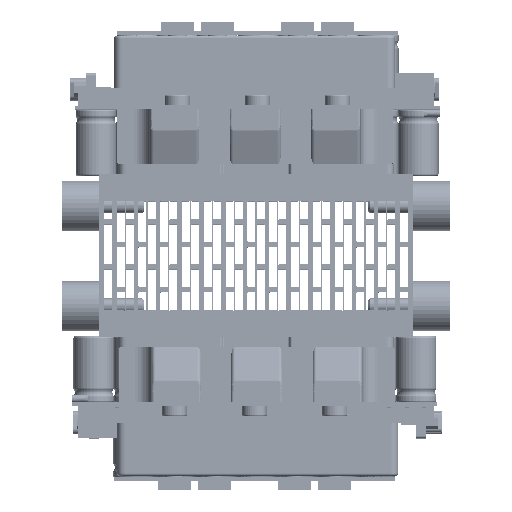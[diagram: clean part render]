
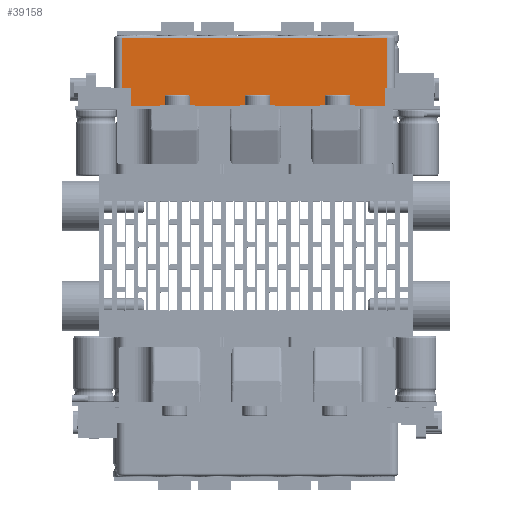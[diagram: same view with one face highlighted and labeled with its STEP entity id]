
A CAD part, top view. The second image highlights one B-rep face of the part: STEP entity #39158.
In plain terms, the highlighted planar face has unit normal (0, 0, 1).
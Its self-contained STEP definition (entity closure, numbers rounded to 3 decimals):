
#26036 = VERTEX_POINT('',#26037);
#26037 = CARTESIAN_POINT('',(-65.207,46.872,
    270.809));
#26051 = CYLINDRICAL_SURFACE('',#26052,1.);
#26052 = AXIS2_PLACEMENT_3D('',#26053,#26054,#26055);
#26053 = CARTESIAN_POINT('',(40.793,46.872,
    269.809));
#26054 = DIRECTION('',(-1.,0.,0.));
#26055 = DIRECTION('',(0.,1.,0.));
#26100 = CYLINDRICAL_SURFACE('',#26101,3.);
#26101 = AXIS2_PLACEMENT_3D('',#26102,#26103,#26104);
#26102 = CARTESIAN_POINT('',(-65.207,47.872,
    267.809));
#26103 = DIRECTION('',(0.,1.,0.));
#26104 = DIRECTION('',(1.,0.,0.));
#30044 = VERTEX_POINT('',#30045);
#30045 = CARTESIAN_POINT('',(40.793,46.872,
    270.809));
#30065 = EDGE_CURVE('',#30044,#26036,#30066,.T.);
#30066 = SURFACE_CURVE('',#30067,(#30071,#30078),.PCURVE_S1.);
#30067 = LINE('',#30068,#30069);
#30068 = CARTESIAN_POINT('',(40.793,46.872,
    270.809));
#30069 = VECTOR('',#30070,1.);
#30070 = DIRECTION('',(-1.,0.,0.));
#30071 = PCURVE('',#26051,#30072);
#30072 = DEFINITIONAL_REPRESENTATION('',(#30073),#30077);
#30073 = LINE('',#30074,#30075);
#30074 = CARTESIAN_POINT('',(-1.571,0.));
#30075 = VECTOR('',#30076,1.);
#30076 = DIRECTION('',(-0.,1.));
#30077 = ( GEOMETRIC_REPRESENTATION_CONTEXT(2) 
PARAMETRIC_REPRESENTATION_CONTEXT() REPRESENTATION_CONTEXT('2D SPACE',''
  ) );
#30078 = PCURVE('',#30079,#30084);
#30079 = PLANE('',#30080);
#30080 = AXIS2_PLACEMENT_3D('',#30081,#30082,#30083);
#30081 = CARTESIAN_POINT('',(-12.207,33.372,
    270.809));
#30082 = DIRECTION('',(0.,0.,1.));
#30083 = DIRECTION('',(0.,-1.,0.));
#30084 = DEFINITIONAL_REPRESENTATION('',(#30085),#30089);
#30085 = LINE('',#30086,#30087);
#30086 = CARTESIAN_POINT('',(-13.5,53.));
#30087 = VECTOR('',#30088,1.);
#30088 = DIRECTION('',(-0.,-1.));
#30089 = ( GEOMETRIC_REPRESENTATION_CONTEXT(2) 
PARAMETRIC_REPRESENTATION_CONTEXT() REPRESENTATION_CONTEXT('2D SPACE',''
  ) );
#30274 = CYLINDRICAL_SURFACE('',#30275,3.);
#30275 = AXIS2_PLACEMENT_3D('',#30276,#30277,#30278);
#30276 = CARTESIAN_POINT('',(40.793,47.872,
    267.809));
#30277 = DIRECTION('',(0.,1.,0.));
#30278 = DIRECTION('',(1.,0.,0.));
#37919 = PLANE('',#37920);
#37920 = AXIS2_PLACEMENT_3D('',#37921,#37922,#37923);
#37921 = CARTESIAN_POINT('',(-12.207,19.872,
    239.809));
#37922 = DIRECTION('',(0.,-1.,0.));
#37923 = DIRECTION('',(-1.,0.,0.));
#37956 = VERTEX_POINT('',#37957);
#37957 = CARTESIAN_POINT('',(-65.207,19.872,
    270.809));
#38073 = VERTEX_POINT('',#38074);
#38074 = CARTESIAN_POINT('',(40.793,19.872,
    270.809));
#38096 = EDGE_CURVE('',#38073,#37956,#38097,.T.);
#38097 = SURFACE_CURVE('',#38098,(#38102,#38109),.PCURVE_S1.);
#38098 = LINE('',#38099,#38100);
#38099 = CARTESIAN_POINT('',(40.793,19.872,
    270.809));
#38100 = VECTOR('',#38101,1.);
#38101 = DIRECTION('',(-1.,0.,0.));
#38102 = PCURVE('',#37919,#38103);
#38103 = DEFINITIONAL_REPRESENTATION('',(#38104),#38108);
#38104 = LINE('',#38105,#38106);
#38105 = CARTESIAN_POINT('',(-53.,-31.));
#38106 = VECTOR('',#38107,1.);
#38107 = DIRECTION('',(1.,0.));
#38108 = ( GEOMETRIC_REPRESENTATION_CONTEXT(2) 
PARAMETRIC_REPRESENTATION_CONTEXT() REPRESENTATION_CONTEXT('2D SPACE',''
  ) );
#38109 = PCURVE('',#30079,#38110);
#38110 = DEFINITIONAL_REPRESENTATION('',(#38111),#38115);
#38111 = LINE('',#38112,#38113);
#38112 = CARTESIAN_POINT('',(13.5,53.));
#38113 = VECTOR('',#38114,1.);
#38114 = DIRECTION('',(-0.,-1.));
#38115 = ( GEOMETRIC_REPRESENTATION_CONTEXT(2) 
PARAMETRIC_REPRESENTATION_CONTEXT() REPRESENTATION_CONTEXT('2D SPACE',''
  ) );
#39158 = ADVANCED_FACE('',(#39159),#30079,.T.);
#39159 = FACE_BOUND('',#39160,.T.);
#39160 = EDGE_LOOP('',(#39161,#39162,#39183,#39184));
#39161 = ORIENTED_EDGE('',*,*,#30065,.T.);
#39162 = ORIENTED_EDGE('',*,*,#39163,.T.);
#39163 = EDGE_CURVE('',#26036,#37956,#39164,.T.);
#39164 = SURFACE_CURVE('',#39165,(#39169,#39176),.PCURVE_S1.);
#39165 = LINE('',#39166,#39167);
#39166 = CARTESIAN_POINT('',(-65.207,47.872,
    270.809));
#39167 = VECTOR('',#39168,1.);
#39168 = DIRECTION('',(0.,-1.,0.));
#39169 = PCURVE('',#30079,#39170);
#39170 = DEFINITIONAL_REPRESENTATION('',(#39171),#39175);
#39171 = LINE('',#39172,#39173);
#39172 = CARTESIAN_POINT('',(-14.5,-53.));
#39173 = VECTOR('',#39174,1.);
#39174 = DIRECTION('',(1.,-0.));
#39175 = ( GEOMETRIC_REPRESENTATION_CONTEXT(2) 
PARAMETRIC_REPRESENTATION_CONTEXT() REPRESENTATION_CONTEXT('2D SPACE',''
  ) );
#39176 = PCURVE('',#26100,#39177);
#39177 = DEFINITIONAL_REPRESENTATION('',(#39178),#39182);
#39178 = LINE('',#39179,#39180);
#39179 = CARTESIAN_POINT('',(4.712,0.));
#39180 = VECTOR('',#39181,1.);
#39181 = DIRECTION('',(0.,-1.));
#39182 = ( GEOMETRIC_REPRESENTATION_CONTEXT(2) 
PARAMETRIC_REPRESENTATION_CONTEXT() REPRESENTATION_CONTEXT('2D SPACE',''
  ) );
#39183 = ORIENTED_EDGE('',*,*,#38096,.F.);
#39184 = ORIENTED_EDGE('',*,*,#39185,.F.);
#39185 = EDGE_CURVE('',#30044,#38073,#39186,.T.);
#39186 = SURFACE_CURVE('',#39187,(#39191,#39198),.PCURVE_S1.);
#39187 = LINE('',#39188,#39189);
#39188 = CARTESIAN_POINT('',(40.793,45.872,
    270.809));
#39189 = VECTOR('',#39190,1.);
#39190 = DIRECTION('',(0.,-1.,0.));
#39191 = PCURVE('',#30079,#39192);
#39192 = DEFINITIONAL_REPRESENTATION('',(#39193),#39197);
#39193 = LINE('',#39194,#39195);
#39194 = CARTESIAN_POINT('',(-12.5,53.));
#39195 = VECTOR('',#39196,1.);
#39196 = DIRECTION('',(1.,0.));
#39197 = ( GEOMETRIC_REPRESENTATION_CONTEXT(2) 
PARAMETRIC_REPRESENTATION_CONTEXT() REPRESENTATION_CONTEXT('2D SPACE',''
  ) );
#39198 = PCURVE('',#30274,#39199);
#39199 = DEFINITIONAL_REPRESENTATION('',(#39200),#39204);
#39200 = LINE('',#39201,#39202);
#39201 = CARTESIAN_POINT('',(4.712,-2.));
#39202 = VECTOR('',#39203,1.);
#39203 = DIRECTION('',(0.,-1.));
#39204 = ( GEOMETRIC_REPRESENTATION_CONTEXT(2) 
PARAMETRIC_REPRESENTATION_CONTEXT() REPRESENTATION_CONTEXT('2D SPACE',''
  ) );
